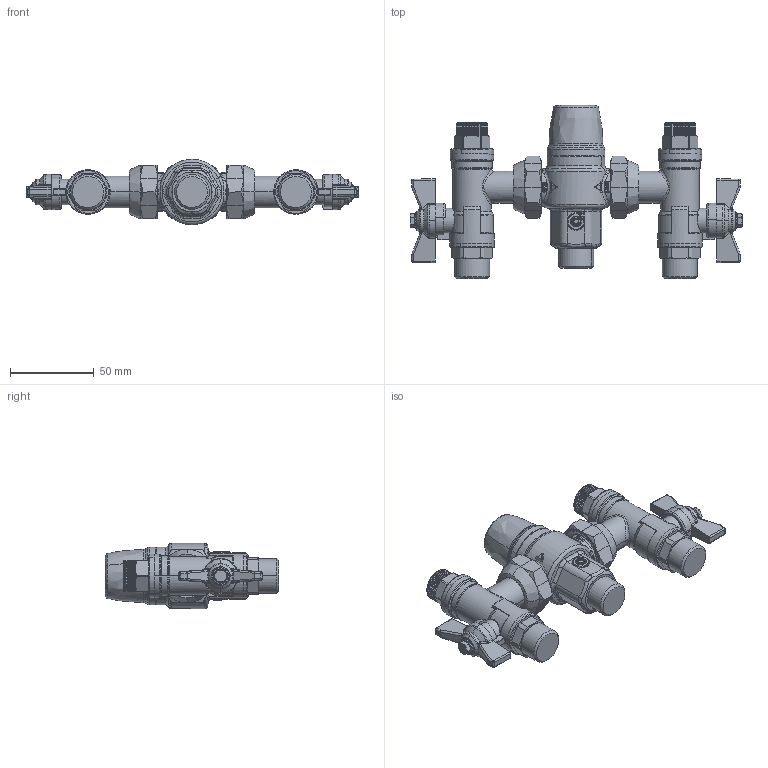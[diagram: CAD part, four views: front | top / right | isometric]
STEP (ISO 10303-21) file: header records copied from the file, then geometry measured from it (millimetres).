
FILE_DESCRIPTION(('CATIA V5 STEP Exchange','CAx-IF Rec.Pracs.--- Model Styling and Organization---1.4--- 2014-01-23','CAx-IF Rec.Pracs.---3D Tessellated Data Validation Properties---0.5---2014-09-14'),'2;1');
FILE_NAME('STEP_521312TMX_AUS_-_TST.stp','2022-10-24T14:31:43+00:00',('none'),('none'),'CATIA Version 5-6 Release 2019 SP3','CATIA V5 STEP AP242 v1','none');
FILE_SCHEMA(('AP242_MANAGED_MODEL_BASED_3D_ENGINEERING_MIM_LF {1 0 10303 442 1 1 4}'));
Products named in the file (1): 521312TMX AUS - TST
Bounding box: 198 x 103.2 x 38.98 mm (x, y, z)
Volume: 204866.6 mm3; surface area: 41864.7 mm2
Topology: 1 solids, 5 shells, 2103 faces, 5010 edges, 2838 vertices
Faces by surface type: bspline 825, plane 651, cylinder 446, sphere 67, torus 63, cone 49, revolution 2
Entity records: 97743 total; most frequent: CARTESIAN_POINT 59684, ORIENTED_EDGE 9800, EDGE_CURVE 4900, DIRECTION 4297, VERTEX_POINT 2836, B_SPLINE_CURVE_WITH_KNOTS 2190, EDGE_LOOP 2132, ADVANCED_FACE 2103
